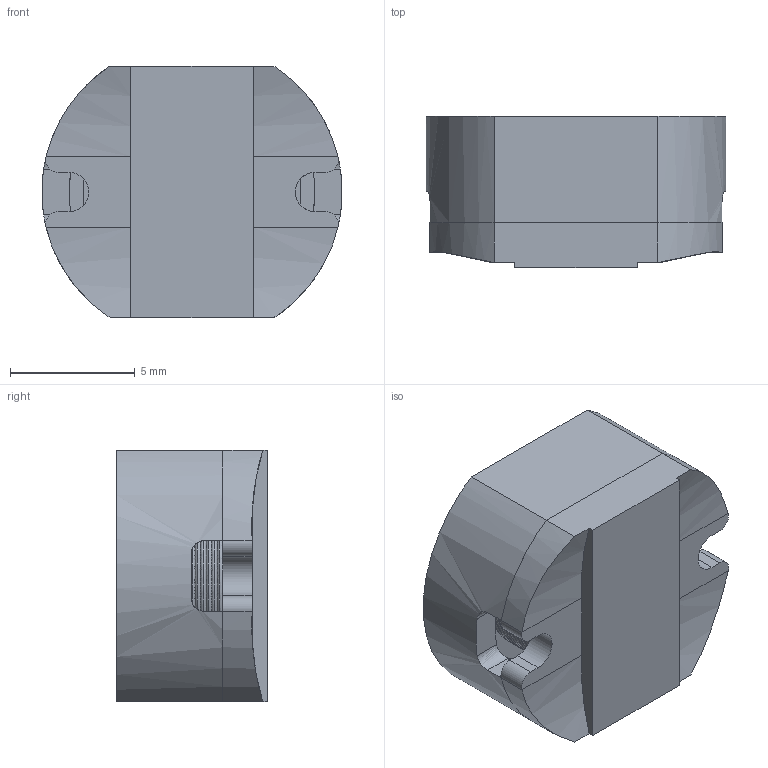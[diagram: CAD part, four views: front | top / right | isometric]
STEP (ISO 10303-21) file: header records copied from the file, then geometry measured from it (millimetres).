
FILE_DESCRIPTION(('FreeCAD Model'),'2;1');
FILE_NAME('Open CASCADE Shape Model','2025-04-29T06:49:23',('FreeCAD'),( 'FreeCAD'),'Open CASCADE STEP processor 7.6','FreeCAD','Unknown');
FILE_SCHEMA(('AUTOMOTIVE_DESIGN { 1 0 10303 214 1 1 1 1 }'));
Length unit declared in the file: millimetre
Products named in the file (1): Open CASCADE STEP translator 7.6 1
Bounding box: 12 x 6.04 x 10.07 mm (x, y, z)
Surface area: 1107.2 mm2 (no closed solid volume)
Topology: 0 solids, 21 shells, 172 faces, 415 edges, 258 vertices
Faces by surface type: bspline 172
Entity records: 6708 total; most frequent: CARTESIAN_POINT 4277, ORIENTED_EDGE 830, EDGE_CURVE 415, B_SPLINE_CURVE_WITH_KNOTS 259, VERTEX_POINT 258, FACE_BOUND 175, EDGE_LOOP 175, ADVANCED_FACE 172
